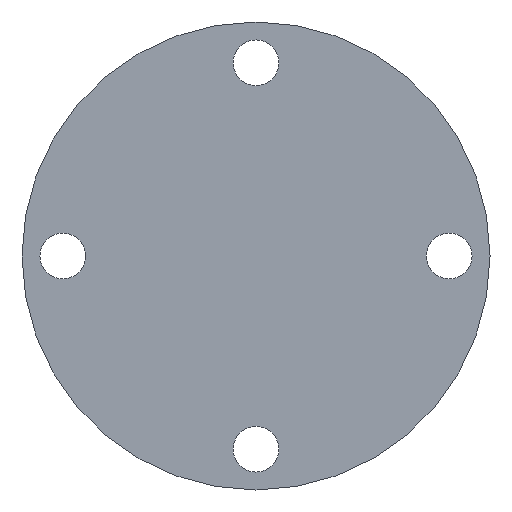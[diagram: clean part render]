
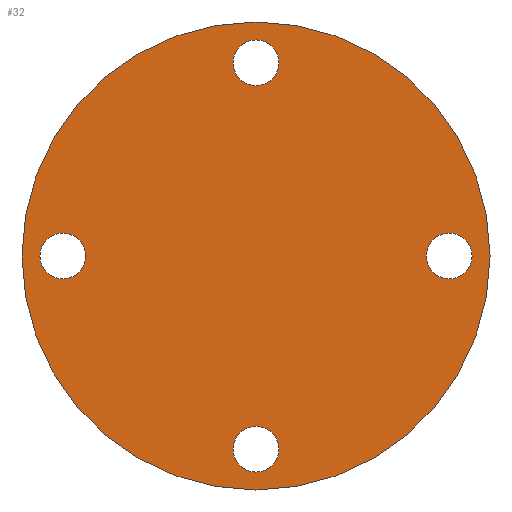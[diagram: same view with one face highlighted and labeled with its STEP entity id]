
A CAD part, left-side view. The second image highlights one B-rep face of the part: STEP entity #32.
In plain terms, the highlighted planar face has unit normal (-1, 0, 0).
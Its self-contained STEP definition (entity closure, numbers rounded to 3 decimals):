
#5 = ORIENTED_EDGE ( 'NONE', *, *, #16, .F. ) ;
#13 = EDGE_LOOP ( 'NONE', ( #25, #28 ) ) ;
#16 = EDGE_CURVE ( 'NONE', #98, #461, #338, .T. ) ;
#20 = ORIENTED_EDGE ( 'NONE', *, *, #169, .F. ) ;
#25 = ORIENTED_EDGE ( 'NONE', *, *, #62, .F. ) ;
#26 = EDGE_CURVE ( 'NONE', #370, #362, #449, .T. ) ;
#28 = ORIENTED_EDGE ( 'NONE', *, *, #399, .F. ) ;
#30 = EDGE_LOOP ( 'NONE', ( #60, #20 ) ) ;
#32 = ADVANCED_FACE ( 'NONE', ( #440, #318, #317, #450, #444 ), #436, .F. ) ;
#35 = VERTEX_POINT ( 'NONE', #251 ) ;
#37 = ORIENTED_EDGE ( 'NONE', *, *, #26, .F. ) ;
#38 = ORIENTED_EDGE ( 'NONE', *, *, #372, .F. ) ;
#41 = EDGE_CURVE ( 'NONE', #224, #394, #252, .T. ) ;
#42 = EDGE_CURVE ( 'NONE', #35, #50, #247, .T. ) ;
#43 = EDGE_LOOP ( 'NONE', ( #37, #38 ) ) ;
#50 = VERTEX_POINT ( 'NONE', #234 ) ;
#56 = EDGE_CURVE ( 'NONE', #50, #35, #250, .T. ) ;
#58 = ORIENTED_EDGE ( 'NONE', *, *, #89, .F. ) ;
#59 = ORIENTED_EDGE ( 'NONE', *, *, #42, .T. ) ;
#60 = ORIENTED_EDGE ( 'NONE', *, *, #41, .F. ) ;
#62 = EDGE_CURVE ( 'NONE', #215, #393, #380, .T. ) ;
#67 = EDGE_LOOP ( 'NONE', ( #72, #59 ) ) ;
#72 = ORIENTED_EDGE ( 'NONE', *, *, #56, .T. ) ;
#89 = EDGE_CURVE ( 'NONE', #461, #98, #292, .T. ) ;
#94 = EDGE_LOOP ( 'NONE', ( #5, #58 ) ) ;
#98 = VERTEX_POINT ( 'NONE', #293 ) ;
#169 = EDGE_CURVE ( 'NONE', #394, #224, #591, .T. ) ;
#215 = VERTEX_POINT ( 'NONE', #530 ) ;
#224 = VERTEX_POINT ( 'NONE', #534 ) ;
#234 = CARTESIAN_POINT ( 'NONE',  ( 0., 0., 43. ) ) ;
#237 = DIRECTION ( 'NONE',  ( 0., 0., 1. ) ) ;
#241 = DIRECTION ( 'NONE',  ( -1., 0., 0. ) ) ;
#242 = DIRECTION ( 'NONE',  ( 0., 0., 1. ) ) ;
#243 = DIRECTION ( 'NONE',  ( -1., 0., 0. ) ) ;
#244 = CARTESIAN_POINT ( 'NONE',  ( 0., 0., 35.5 ) ) ;
#245 = AXIS2_PLACEMENT_3D ( 'NONE', #244, #243, #242 ) ;
#246 = AXIS2_PLACEMENT_3D ( 'NONE', #451, #241, #237 ) ;
#247 = CIRCLE ( 'NONE', #246, 43. ) ;
#250 = CIRCLE ( 'NONE', #386, 43. ) ;
#251 = CARTESIAN_POINT ( 'NONE',  ( 0., 0., -43. ) ) ;
#252 = CIRCLE ( 'NONE', #245, 4.2 ) ;
#253 = DIRECTION ( 'NONE',  ( 0., 0., -1. ) ) ;
#254 = DIRECTION ( 'NONE',  ( 1., 0., 0. ) ) ;
#255 = CARTESIAN_POINT ( 'NONE',  ( 0., 0., 0. ) ) ;
#256 = AXIS2_PLACEMENT_3D ( 'NONE', #255, #254, #253 ) ;
#284 = DIRECTION ( 'NONE',  ( 0., 0., 1. ) ) ;
#285 = DIRECTION ( 'NONE',  ( -1., 0., 0. ) ) ;
#286 = AXIS2_PLACEMENT_3D ( 'NONE', #287, #285, #284 ) ;
#287 = CARTESIAN_POINT ( 'NONE',  ( 0., 35.5, 0. ) ) ;
#292 = CIRCLE ( 'NONE', #286, 4.2 ) ;
#293 = CARTESIAN_POINT ( 'NONE',  ( 0., 35.5, 4.2 ) ) ;
#317 = FACE_BOUND ( 'NONE', #30, .T. ) ;
#318 = FACE_BOUND ( 'NONE', #13, .T. ) ;
#323 = DIRECTION ( 'NONE',  ( 0., 0., 1. ) ) ;
#324 = DIRECTION ( 'NONE',  ( -1., 0., 0. ) ) ;
#325 = CARTESIAN_POINT ( 'NONE',  ( 0., 35.5, 0. ) ) ;
#338 = CIRCLE ( 'NONE', #344, 4.2 ) ;
#344 = AXIS2_PLACEMENT_3D ( 'NONE', #325, #324, #323 ) ;
#362 = VERTEX_POINT ( 'NONE', #786 ) ;
#370 = VERTEX_POINT ( 'NONE', #776 ) ;
#372 = EDGE_CURVE ( 'NONE', #362, #370, #774, .T. ) ;
#374 = DIRECTION ( 'NONE',  ( 0., 0., 1. ) ) ;
#375 = DIRECTION ( 'NONE',  ( -1., 0., 0. ) ) ;
#380 = CIRCLE ( 'NONE', #435, 4.2 ) ;
#382 = CARTESIAN_POINT ( 'NONE',  ( 0., 0., 0. ) ) ;
#386 = AXIS2_PLACEMENT_3D ( 'NONE', #382, #375, #374 ) ;
#393 = VERTEX_POINT ( 'NONE', #714 ) ;
#394 = VERTEX_POINT ( 'NONE', #712 ) ;
#399 = EDGE_CURVE ( 'NONE', #393, #215, #705, .T. ) ;
#426 = DIRECTION ( 'NONE',  ( 0., 0., 1. ) ) ;
#427 = DIRECTION ( 'NONE',  ( -1., 0., 0. ) ) ;
#428 = CARTESIAN_POINT ( 'NONE',  ( 0., -35.5, 0. ) ) ;
#435 = AXIS2_PLACEMENT_3D ( 'NONE', #428, #427, #426 ) ;
#436 = PLANE ( 'NONE',  #256 ) ;
#440 = FACE_BOUND ( 'NONE', #43, .T. ) ;
#444 = FACE_OUTER_BOUND ( 'NONE', #67, .T. ) ;
#445 = DIRECTION ( 'NONE',  ( 0., 0., 1. ) ) ;
#446 = DIRECTION ( 'NONE',  ( -1., 0., 0. ) ) ;
#447 = CARTESIAN_POINT ( 'NONE',  ( 0., 0., -35.5 ) ) ;
#448 = AXIS2_PLACEMENT_3D ( 'NONE', #447, #446, #445 ) ;
#449 = CIRCLE ( 'NONE', #448, 4.2 ) ;
#450 = FACE_BOUND ( 'NONE', #94, .T. ) ;
#451 = CARTESIAN_POINT ( 'NONE',  ( 0., 0., 0. ) ) ;
#461 = VERTEX_POINT ( 'NONE', #698 ) ;
#492 = CARTESIAN_POINT ( 'NONE',  ( 0., 0., 35.5 ) ) ;
#501 = DIRECTION ( 'NONE',  ( -1., 0., 0. ) ) ;
#530 = CARTESIAN_POINT ( 'NONE',  ( 0., -35.5, 4.2 ) ) ;
#534 = CARTESIAN_POINT ( 'NONE',  ( 0., 0., 39.7 ) ) ;
#589 = DIRECTION ( 'NONE',  ( 0., 0., 1. ) ) ;
#590 = AXIS2_PLACEMENT_3D ( 'NONE', #492, #501, #589 ) ;
#591 = CIRCLE ( 'NONE', #590, 4.2 ) ;
#698 = CARTESIAN_POINT ( 'NONE',  ( 0., 35.5, -4.2 ) ) ;
#699 = DIRECTION ( 'NONE',  ( 0., 0., 1. ) ) ;
#700 = DIRECTION ( 'NONE',  ( -1., 0., 0. ) ) ;
#705 = CIRCLE ( 'NONE', #706, 4.2 ) ;
#706 = AXIS2_PLACEMENT_3D ( 'NONE', #715, #700, #699 ) ;
#709 = DIRECTION ( 'NONE',  ( 0., 0., 1. ) ) ;
#710 = DIRECTION ( 'NONE',  ( -1., 0., 0. ) ) ;
#711 = CARTESIAN_POINT ( 'NONE',  ( 0., 0., -35.5 ) ) ;
#712 = CARTESIAN_POINT ( 'NONE',  ( 0., 0., 31.3 ) ) ;
#714 = CARTESIAN_POINT ( 'NONE',  ( 0., -35.5, -4.2 ) ) ;
#715 = CARTESIAN_POINT ( 'NONE',  ( 0., -35.5, 0. ) ) ;
#721 = AXIS2_PLACEMENT_3D ( 'NONE', #711, #710, #709 ) ;
#774 = CIRCLE ( 'NONE', #721, 4.2 ) ;
#776 = CARTESIAN_POINT ( 'NONE',  ( 0., 0., -31.3 ) ) ;
#786 = CARTESIAN_POINT ( 'NONE',  ( 0., 0., -39.7 ) ) ;
